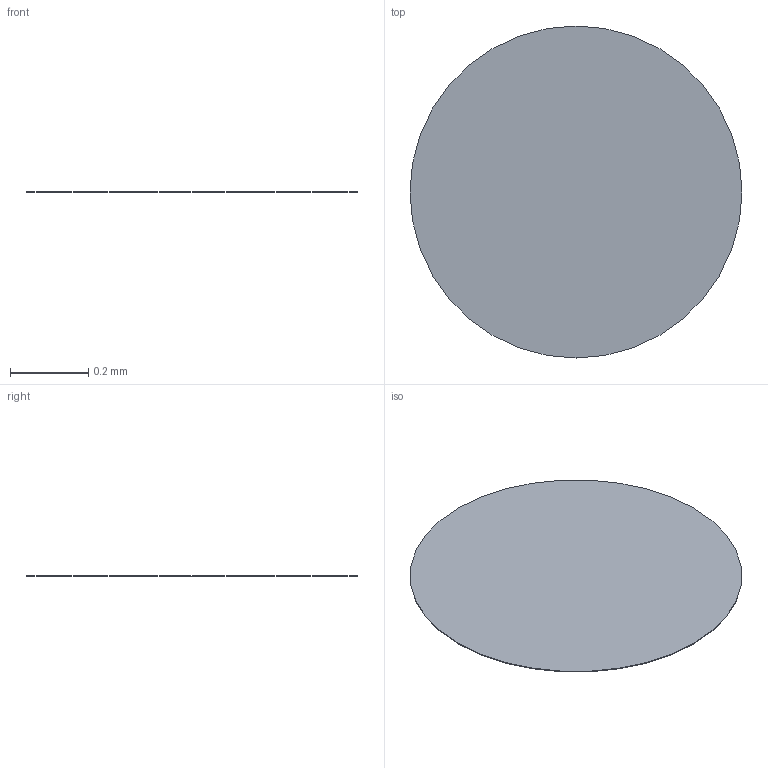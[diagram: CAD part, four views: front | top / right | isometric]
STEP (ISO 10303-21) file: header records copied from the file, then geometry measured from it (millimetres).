
FILE_DESCRIPTION(('STEP AP214'),'1');
FILE_NAME('PG-LFBGA-292-10','2023-05-14T10:17:07',(''),(''),'','','');
FILE_SCHEMA(('AUTOMOTIVE_DESIGN'));
Length unit declared in the file: millimetre
Products named in the file (1): product
Bounding box: 0.85 x 0.85 x 0 mm (x, y, z)
Volume: 0 mm3; surface area: 1.1 mm2
Topology: 1 solids, 1 shells, 3 faces, 3 edges, 2 vertices
Faces by surface type: plane 2, cylinder 1
Full cylindrical faces by diameter (mm): 0.85 x1
Entity records: 229 total; most frequent: PRESENTATION_STYLE_ASSIGNMENT 17, SURFACE_STYLE_USAGE 17, SURFACE_SIDE_STYLE 17, SURFACE_STYLE_FILL_AREA 17, FILL_AREA_STYLE 17, FILL_AREA_STYLE_COLOUR 17, CURVE_STYLE 17, COLOUR_RGB 17
